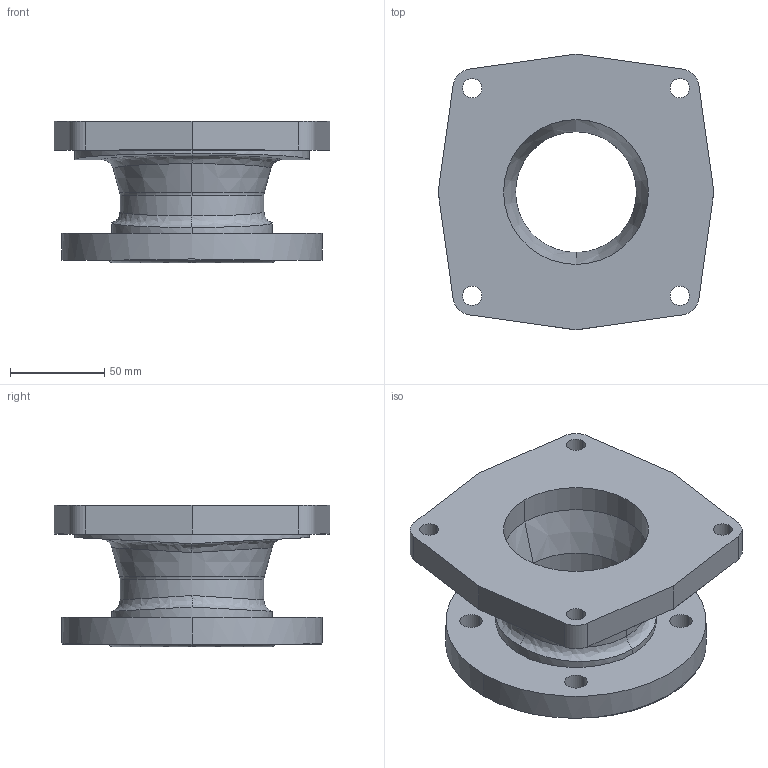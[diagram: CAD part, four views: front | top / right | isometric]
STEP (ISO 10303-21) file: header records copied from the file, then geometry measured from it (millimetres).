
FILE_DESCRIPTION((''),'2;1');
FILE_NAME('3_B1S_8','2014-05-19T',('sobri'),(''),'PRO/ENGINEER BY PARAMETRIC TECHNOLOGY CORPORATION, 2011180','PRO/ENGINEER BY PARAMETRIC TECHNOLOGY CORPORATION, 2011180','');
FILE_SCHEMA(('CONFIG_CONTROL_DESIGN'));
Length unit declared in the file: inch
Products named in the file (1): 3_B1S_8
Bounding box: 146.05 x 146.05 x 74.85 mm (x, y, z)
Surface area: 94043.1 mm2 (no closed solid volume)
Topology: 0 solids, 2 shells, 71 faces, 182 edges, 116 vertices
Faces by surface type: cylinder 34, plane 19, bspline 10, torus 4, cone 4
Entity records: 3025 total; most frequent: CARTESIAN_POINT 1253, DIRECTION 356, ORIENTED_EDGE 356, EDGE_CURVE 182, AXIS2_PLACEMENT_3D 141, VERTEX_POINT 116, EDGE_LOOP 92, CIRCLE 80
